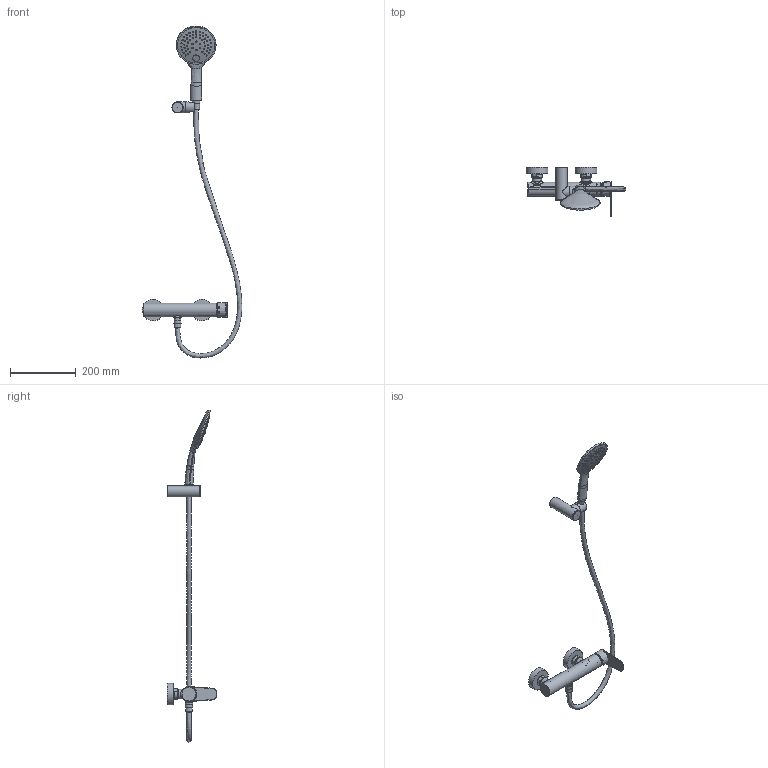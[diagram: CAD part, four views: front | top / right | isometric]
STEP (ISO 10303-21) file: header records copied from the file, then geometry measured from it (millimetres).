
FILE_DESCRIPTION (( 'STEP AP203' ), '1' );
FILE_NAME ('36DP00632.STEP', '2020-09-14T07:42:29', ( '' ), ( '' ), 'SwSTEP 2.0', 'SolidWorks 2018', '' );
FILE_SCHEMA (( 'CONFIG_CONTROL_DESIGN' ));
Length unit declared in the file: millimetre
Products named in the file (1): 36DP00632
Bounding box: 303.17 x 150.5 x 1009.28 mm (x, y, z)
Volume: 652334.3 mm3; surface area: 224101.4 mm2
Topology: 14 solids, 15 shells, 705 faces, 1568 edges, 1039 vertices
Faces by surface type: bspline 233, plane 157, cylinder 120, sphere 117, cone 50, torus 28
Full cylindrical faces by diameter (mm): 6.8 x2, 9.5 x1, 10 x1, 14 x1, 15 x1, 16 x2, 16.5 x2, 18 x3, 18.3 x2, 18.968 x1, 19.5 x2, 20.5 x2, 20.65 x2, 20.8 x1, 21 x2, 21.268 x1, 24 x3, 24.5 x2, 25 x1, 25.6 x2, 26.4 x2, 29.5 x2, 31 x1, 33.5 x2, 34 x2, 35.2 x1, 35.8 x2, 36.5 x1, 37 x1, 42 x1
Entity records: 55012 total; most frequent: CARTESIAN_POINT 43257, ORIENTED_EDGE 2302, DIRECTION 1624, EDGE_LOOP 1155, EDGE_CURVE 1151, FACE_OUTER_BOUND 948, VERTEX_POINT 904, ADVANCED_FACE 703
